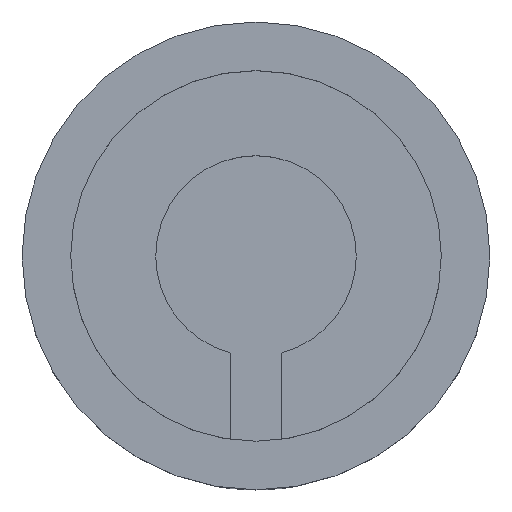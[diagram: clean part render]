
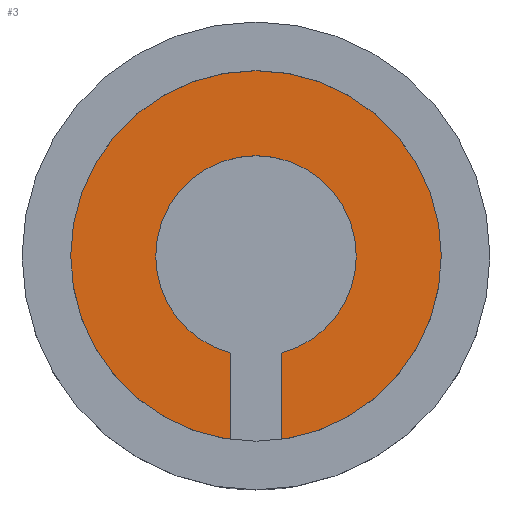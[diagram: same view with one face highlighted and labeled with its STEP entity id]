
A CAD part, top view. The second image highlights one B-rep face of the part: STEP entity #3.
In plain terms, the highlighted planar face has unit normal (0, 0, 1).
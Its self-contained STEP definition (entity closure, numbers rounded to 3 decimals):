
#1 = EDGE_CURVE ( 'NONE', #511, #9, #205, .T. ) ;
#3 = ADVANCED_FACE ( 'NONE', ( #373 ), #23, .T. ) ;
#9 = VERTEX_POINT ( 'NONE', #422 ) ;
#23 = PLANE ( 'NONE',  #251 ) ;
#27 = DIRECTION ( 'NONE',  ( 1., 0., 0. ) ) ;
#32 = CARTESIAN_POINT ( 'NONE',  ( 0., 0., 3. ) ) ;
#35 = EDGE_CURVE ( 'NONE', #173, #461, #451, .T. ) ;
#42 = ORIENTED_EDGE ( 'NONE', *, *, #1, .T. ) ;
#44 = EDGE_CURVE ( 'NONE', #213, #119, #156, .T. ) ;
#46 = VECTOR ( 'NONE', #443, 1000. ) ;
#54 = AXIS2_PLACEMENT_3D ( 'NONE', #295, #221, #403 ) ;
#66 = EDGE_LOOP ( 'NONE', ( #379, #454, #256, #405, #112, #353, #134, #42 ) ) ;
#111 = DIRECTION ( 'NONE',  ( 1., 0., 0. ) ) ;
#112 = ORIENTED_EDGE ( 'NONE', *, *, #160, .F. ) ;
#119 = VERTEX_POINT ( 'NONE', #321 ) ;
#128 = VECTOR ( 'NONE', #143, 1000. ) ;
#134 = ORIENTED_EDGE ( 'NONE', *, *, #525, .T. ) ;
#143 = DIRECTION ( 'NONE',  ( 0., -1., 0. ) ) ;
#149 = DIRECTION ( 'NONE',  ( 1., 0., 0. ) ) ;
#156 = CIRCLE ( 'NONE', #202, 6. ) ;
#159 = CIRCLE ( 'NONE', #176, 11.09 ) ;
#160 = EDGE_CURVE ( 'NONE', #242, #173, #241, .T. ) ;
#173 = VERTEX_POINT ( 'NONE', #274 ) ;
#176 = AXIS2_PLACEMENT_3D ( 'NONE', #32, #421, #149 ) ;
#193 = DIRECTION ( 'NONE',  ( 1., 0., 0. ) ) ;
#195 = CARTESIAN_POINT ( 'NONE',  ( 6., 0., 3. ) ) ;
#197 = CARTESIAN_POINT ( 'NONE',  ( 0., 0., 3. ) ) ;
#202 = AXIS2_PLACEMENT_3D ( 'NONE', #500, #464, #424 ) ;
#205 = CIRCLE ( 'NONE', #387, 11.09 ) ;
#209 = CIRCLE ( 'NONE', #54, 6. ) ;
#211 = EDGE_CURVE ( 'NONE', #461, #213, #209, .T. ) ;
#213 = VERTEX_POINT ( 'NONE', #232 ) ;
#221 = DIRECTION ( 'NONE',  ( 0., 0., 1. ) ) ;
#232 = CARTESIAN_POINT ( 'NONE',  ( -6., 0., 3. ) ) ;
#241 = LINE ( 'NONE', #539, #46 ) ;
#242 = VERTEX_POINT ( 'NONE', #492 ) ;
#246 = EDGE_CURVE ( 'NONE', #119, #9, #388, .T. ) ;
#251 = AXIS2_PLACEMENT_3D ( 'NONE', #331, #456, #193 ) ;
#256 = ORIENTED_EDGE ( 'NONE', *, *, #211, .F. ) ;
#274 = CARTESIAN_POINT ( 'NONE',  ( 1.5, -5.809, 3. ) ) ;
#275 = CARTESIAN_POINT ( 'NONE',  ( 11.09, 0., 3. ) ) ;
#278 = CARTESIAN_POINT ( 'NONE',  ( -1.5, -6., 3. ) ) ;
#280 = DIRECTION ( 'NONE',  ( 1., 0., 0. ) ) ;
#287 = CARTESIAN_POINT ( 'NONE',  ( 0., 0., 3. ) ) ;
#295 = CARTESIAN_POINT ( 'NONE',  ( 0., 0., 3. ) ) ;
#299 = CIRCLE ( 'NONE', #440, 11.09 ) ;
#303 = VERTEX_POINT ( 'NONE', #275 ) ;
#321 = CARTESIAN_POINT ( 'NONE',  ( -1.5, -5.809, 3. ) ) ;
#331 = CARTESIAN_POINT ( 'NONE',  ( 0., 0., 3. ) ) ;
#353 = ORIENTED_EDGE ( 'NONE', *, *, #480, .T. ) ;
#373 = FACE_OUTER_BOUND ( 'NONE', #66, .T. ) ;
#379 = ORIENTED_EDGE ( 'NONE', *, *, #246, .F. ) ;
#387 = AXIS2_PLACEMENT_3D ( 'NONE', #197, #508, #280 ) ;
#388 = LINE ( 'NONE', #278, #128 ) ;
#394 = AXIS2_PLACEMENT_3D ( 'NONE', #466, #427, #111 ) ;
#403 = DIRECTION ( 'NONE',  ( 1., 0., 0. ) ) ;
#405 = ORIENTED_EDGE ( 'NONE', *, *, #35, .F. ) ;
#421 = DIRECTION ( 'NONE',  ( 0., 0., 1. ) ) ;
#422 = CARTESIAN_POINT ( 'NONE',  ( -1.5, -10.988, 3. ) ) ;
#424 = DIRECTION ( 'NONE',  ( 1., 0., 0. ) ) ;
#427 = DIRECTION ( 'NONE',  ( 0., 0., 1. ) ) ;
#440 = AXIS2_PLACEMENT_3D ( 'NONE', #287, #549, #27 ) ;
#443 = DIRECTION ( 'NONE',  ( 0., 1., 0. ) ) ;
#451 = CIRCLE ( 'NONE', #394, 6. ) ;
#454 = ORIENTED_EDGE ( 'NONE', *, *, #44, .F. ) ;
#456 = DIRECTION ( 'NONE',  ( 0., 0., 1. ) ) ;
#461 = VERTEX_POINT ( 'NONE', #195 ) ;
#464 = DIRECTION ( 'NONE',  ( 0., 0., 1. ) ) ;
#466 = CARTESIAN_POINT ( 'NONE',  ( 0., 0., 3. ) ) ;
#480 = EDGE_CURVE ( 'NONE', #242, #303, #159, .T. ) ;
#492 = CARTESIAN_POINT ( 'NONE',  ( 1.5, -10.988, 3. ) ) ;
#500 = CARTESIAN_POINT ( 'NONE',  ( 0., 0., 3. ) ) ;
#508 = DIRECTION ( 'NONE',  ( 0., 0., 1. ) ) ;
#511 = VERTEX_POINT ( 'NONE', #552 ) ;
#525 = EDGE_CURVE ( 'NONE', #303, #511, #299, .T. ) ;
#539 = CARTESIAN_POINT ( 'NONE',  ( 1.5, -6., 3. ) ) ;
#549 = DIRECTION ( 'NONE',  ( 0., 0., 1. ) ) ;
#552 = CARTESIAN_POINT ( 'NONE',  ( -11.09, 0., 3. ) ) ;
